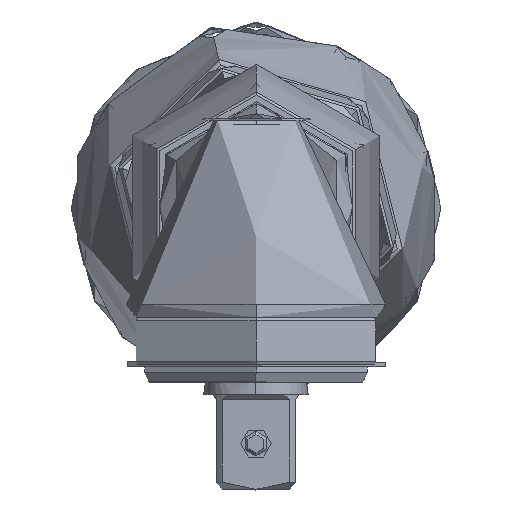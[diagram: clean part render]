
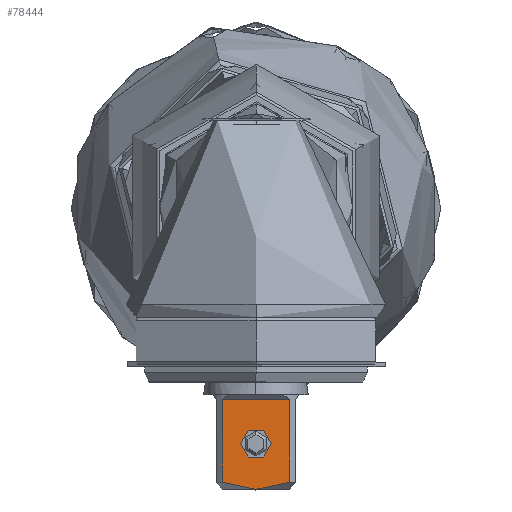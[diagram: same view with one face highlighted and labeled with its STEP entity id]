
A CAD part, top view. The second image highlights one B-rep face of the part: STEP entity #78444.
In plain terms, the highlighted planar face has unit normal (0, 0, 1).
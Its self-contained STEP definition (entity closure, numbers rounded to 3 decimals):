
#77969=DIRECTION('',(-1.,0.001,0.));
#77970=VECTOR('',#77969,10.94);
#77971=CARTESIAN_POINT('',(5.464,-31.412,
184.582));
#77972=LINE('',#77971,#77970);
#77988=CARTESIAN_POINT('',(-0.014,-38.607,
184.584));
#77989=DIRECTION('',(0.,0.,1.));
#77990=DIRECTION('',(-1.,0.001,0.));
#77991=AXIS2_PLACEMENT_3D('',#77988,#77989,#77990);
#77993=CARTESIAN_POINT('',(-0.014,-38.607,
184.584));
#77994=DIRECTION('',(0.,0.,1.));
#77995=DIRECTION('',(1.,-0.001,0.));
#77996=AXIS2_PLACEMENT_3D('',#77993,#77994,#77995);
#77998=DIRECTION('',(0.001,1.,0.));
#77999=VECTOR('',#77998,13.459);
#78000=CARTESIAN_POINT('',(5.45,-44.871,
184.585));
#78001=LINE('',#78000,#77999);
#78002=CARTESIAN_POINT('',(5.45,-44.871,
184.585));
#78003=CARTESIAN_POINT('',(5.094,-45.004,
184.585));
#78004=CARTESIAN_POINT('',(4.408,-45.246,
184.585));
#78005=CARTESIAN_POINT('',(3.467,-45.532,
184.585));
#78006=CARTESIAN_POINT('',(2.576,-45.753,
184.585));
#78007=CARTESIAN_POINT('',(1.71,-45.913,
184.585));
#78008=CARTESIAN_POINT('',(0.846,-46.013,
184.586));
#78009=CARTESIAN_POINT('',(0.268,-46.035,
184.586));
#78010=CARTESIAN_POINT('',(-0.021,-46.035,
184.586));
#78012=CARTESIAN_POINT('',(-0.021,-46.035,
184.586));
#78013=CARTESIAN_POINT('',(-0.314,-46.034,
184.586));
#78014=CARTESIAN_POINT('',(-0.898,-46.01,
184.586));
#78015=CARTESIAN_POINT('',(-1.77,-45.907,
184.586));
#78016=CARTESIAN_POINT('',(-2.642,-45.742,
184.586));
#78017=CARTESIAN_POINT('',(-3.53,-45.519,
184.586));
#78018=CARTESIAN_POINT('',(-4.462,-45.233,
184.586));
#78019=CARTESIAN_POINT('',(-5.139,-44.992,
184.586));
#78020=CARTESIAN_POINT('',(-5.49,-44.86,
184.586));
#78022=DIRECTION('',(0.001,1.,0.));
#78023=VECTOR('',#78022,13.459);
#78024=CARTESIAN_POINT('',(-5.49,-44.86,
184.586));
#78025=LINE('',#78024,#78023);
#78239=CARTESIAN_POINT('',(5.45,-44.871,
184.585));
#78241=VERTEX_POINT('',#78239);
#78256=CARTESIAN_POINT('',(-5.49,-44.86,
184.586));
#78258=VERTEX_POINT('',#78256);
#78260=VERTEX_POINT('',#78012);
#78269=CARTESIAN_POINT('',(-2.514,-38.604,
184.584));
#78270=CARTESIAN_POINT('',(2.486,-38.609,
184.584));
#78271=VERTEX_POINT('',#78269);
#78272=VERTEX_POINT('',#78270);
#78287=CARTESIAN_POINT('',(5.464,-31.412,
184.582));
#78288=VERTEX_POINT('',#78287);
#78295=CARTESIAN_POINT('',(-5.476,-31.401,
184.583));
#78296=VERTEX_POINT('',#78295);
#78423=CARTESIAN_POINT('',(-5.491,-46.101,
184.587));
#78424=DIRECTION('',(0.,0.,-1.));
#78425=DIRECTION('',(1.,-0.001,0.));
#78426=AXIS2_PLACEMENT_3D('',#78423,#78424,#78425);
#78427=PLANE('',#78426);
#78428=ORIENTED_EDGE('',*,*,#78346,.F.);
#78430=ORIENTED_EDGE('',*,*,#78429,.T.);
#78432=ORIENTED_EDGE('',*,*,#78431,.T.);
#78434=ORIENTED_EDGE('',*,*,#78433,.T.);
#78435=ORIENTED_EDGE('',*,*,#78415,.F.);
#78436=EDGE_LOOP('',(#78428,#78430,#78432,#78434,#78435));
#78437=FACE_OUTER_BOUND('',#78436,.F.);
#78439=ORIENTED_EDGE('',*,*,#78438,.T.);
#78441=ORIENTED_EDGE('',*,*,#78440,.T.);
#78442=EDGE_LOOP('',(#78439,#78441));
#78443=FACE_BOUND('',#78442,.F.);
#78444=ADVANCED_FACE('',(#78437,#78443),#78427,.F.);
#77992=CIRCLE('',#77991,2.5);
#77997=CIRCLE('',#77996,2.5);
#78011=B_SPLINE_CURVE_WITH_KNOTS('',3,(#78002,#78003,#78004,#78005,#78006,
#78007,#78008,#78009,#78010),.UNSPECIFIED.,.F.,.F.,(4,1,1,1,1,1,4),(0.,
0.167,0.333,0.5,0.667,0.833,
1.),.UNSPECIFIED.);
#78021=B_SPLINE_CURVE_WITH_KNOTS('',3,(#78012,#78013,#78014,#78015,#78016,
#78017,#78018,#78019,#78020),.UNSPECIFIED.,.F.,.F.,(4,1,1,1,1,1,4),(0.,
0.167,0.333,0.5,0.667,0.833,
1.),.UNSPECIFIED.);
#78346=EDGE_CURVE('',#78241,#78288,#78001,.T.);
#78415=EDGE_CURVE('',#78288,#78296,#77972,.T.);
#78429=EDGE_CURVE('',#78241,#78260,#78011,.T.);
#78431=EDGE_CURVE('',#78260,#78258,#78021,.T.);
#78433=EDGE_CURVE('',#78258,#78296,#78025,.T.);
#78438=EDGE_CURVE('',#78271,#78272,#77992,.T.);
#78440=EDGE_CURVE('',#78272,#78271,#77997,.T.);
